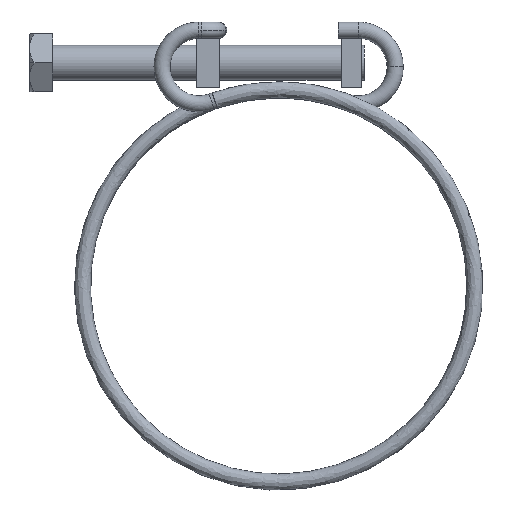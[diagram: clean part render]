
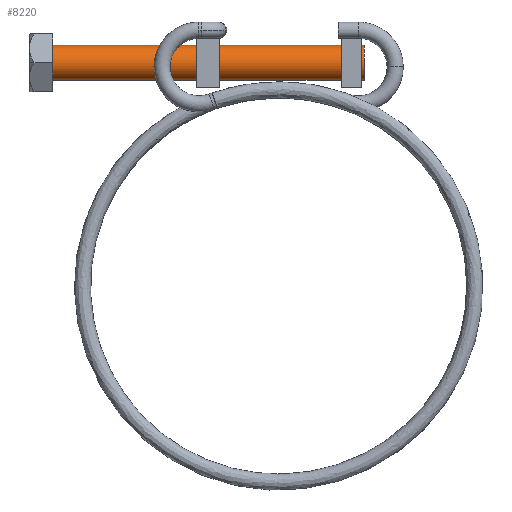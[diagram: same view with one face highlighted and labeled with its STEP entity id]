
A CAD part, top view. The second image highlights one B-rep face of the part: STEP entity #8220.
In plain terms, the highlighted cylindrical face has radius 3 mm (diameter 6 mm), a partial arc.
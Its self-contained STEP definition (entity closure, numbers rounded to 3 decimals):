
#117 = CARTESIAN_POINT ( 'NONE',  ( 14.815, 38.7, 0. ) ) ;
#210 = VERTEX_POINT ( 'NONE', #1596 ) ;
#287 = AXIS2_PLACEMENT_3D ( 'NONE', #117, #5030, #5580 ) ;
#361 = DIRECTION ( 'NONE',  ( 0., 1., 0. ) ) ;
#577 = AXIS2_PLACEMENT_3D ( 'NONE', #3756, #4400, #361 ) ;
#994 = DIRECTION ( 'NONE',  ( 0., 1., 0. ) ) ;
#1079 = CARTESIAN_POINT ( 'NONE',  ( -39.185, 41.7, 0. ) ) ;
#1334 = ORIENTED_EDGE ( 'NONE', *, *, #4050, .T. ) ;
#1596 = CARTESIAN_POINT ( 'NONE',  ( 14.815, 41.7, 0. ) ) ;
#1745 = LINE ( 'NONE', #6609, #8272 ) ;
#2219 = FACE_OUTER_BOUND ( 'NONE', #8645, .T. ) ;
#2349 = DIRECTION ( 'NONE',  ( -1., 0., 0. ) ) ;
#2602 = EDGE_CURVE ( 'NONE', #7741, #7918, #1745, .T. ) ;
#2907 = ORIENTED_EDGE ( 'NONE', *, *, #2602, .F. ) ;
#3075 = ORIENTED_EDGE ( 'NONE', *, *, #6053, .T. ) ;
#3202 = VECTOR ( 'NONE', #2349, 1000. ) ;
#3247 = DIRECTION ( 'NONE',  ( -1., 0., 0. ) ) ;
#3677 = DIRECTION ( 'NONE',  ( 1., 0., 0. ) ) ;
#3756 = CARTESIAN_POINT ( 'NONE',  ( -39.185, 38.7, 0. ) ) ;
#4050 = EDGE_CURVE ( 'NONE', #8277, #7918, #7561, .T. ) ;
#4397 = CARTESIAN_POINT ( 'NONE',  ( 14.815, 38.7, 0. ) ) ;
#4400 = DIRECTION ( 'NONE',  ( 1., 0., 0. ) ) ;
#4984 = CYLINDRICAL_SURFACE ( 'NONE', #287, 3. ) ;
#5030 = DIRECTION ( 'NONE',  ( -1., 0., 0. ) ) ;
#5129 = LINE ( 'NONE', #5176, #3202 ) ;
#5176 = CARTESIAN_POINT ( 'NONE',  ( 14.815, 41.7, 0. ) ) ;
#5580 = DIRECTION ( 'NONE',  ( 0., -1., 0. ) ) ;
#5654 = CARTESIAN_POINT ( 'NONE',  ( 14.815, 35.7, 0. ) ) ;
#5954 = AXIS2_PLACEMENT_3D ( 'NONE', #4397, #3677, #994 ) ;
#6053 = EDGE_CURVE ( 'NONE', #210, #8277, #5129, .T. ) ;
#6065 = EDGE_CURVE ( 'NONE', #210, #7741, #7879, .T. ) ;
#6609 = CARTESIAN_POINT ( 'NONE',  ( 14.815, 35.7, 0. ) ) ;
#7561 = CIRCLE ( 'NONE', #577, 3. ) ;
#7741 = VERTEX_POINT ( 'NONE', #5654 ) ;
#7879 = CIRCLE ( 'NONE', #5954, 3. ) ;
#7909 = CARTESIAN_POINT ( 'NONE',  ( -39.185, 35.7, 0. ) ) ;
#7918 = VERTEX_POINT ( 'NONE', #7909 ) ;
#8220 = ADVANCED_FACE ( 'NONE', ( #2219 ), #4984, .T. ) ;
#8272 = VECTOR ( 'NONE', #3247, 1000. ) ;
#8277 = VERTEX_POINT ( 'NONE', #1079 ) ;
#8366 = ORIENTED_EDGE ( 'NONE', *, *, #6065, .F. ) ;
#8645 = EDGE_LOOP ( 'NONE', ( #8366, #3075, #1334, #2907 ) ) ;
